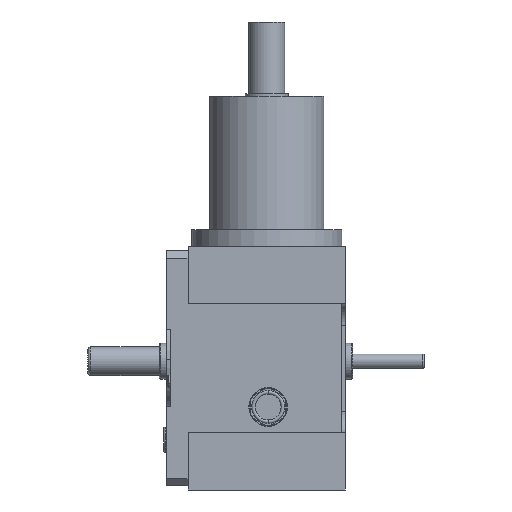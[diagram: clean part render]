
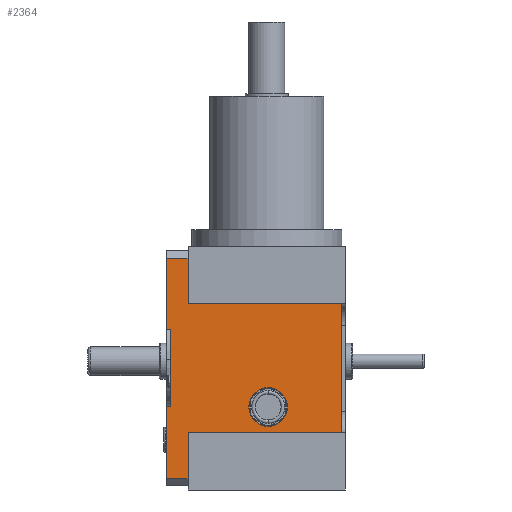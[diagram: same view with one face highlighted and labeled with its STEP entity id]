
A CAD part, front view. The second image highlights one B-rep face of the part: STEP entity #2364.
In plain terms, the highlighted planar face has unit normal (0, -1, 0).
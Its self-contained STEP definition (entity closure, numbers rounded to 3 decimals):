
#238 = DIRECTION ( 'NONE',  ( 0., 1., 0. ) ) ;
#1363 = CARTESIAN_POINT ( 'NONE',  ( -68.432, -100.566, 171.5 ) ) ;
#1444 = ORIENTED_EDGE ( 'NONE', *, *, #21619, .F. ) ;
#1586 = VERTEX_POINT ( 'NONE', #9883 ) ;
#2364 = ADVANCED_FACE ( 'NONE', ( #3640, #21870 ), #11742, .F. ) ;
#2650 = VECTOR ( 'NONE', #10757, 1000. ) ;
#2773 = EDGE_CURVE ( 'NONE', #1586, #19302, #23632, .T. ) ;
#3115 = CARTESIAN_POINT ( 'NONE',  ( -53.432, -100.566, 171.5 ) ) ;
#3424 = VECTOR ( 'NONE', #7192, 1000. ) ;
#3471 = CARTESIAN_POINT ( 'NONE',  ( 2.568, -100.566, 235. ) ) ;
#3493 = VERTEX_POINT ( 'NONE', #9579 ) ;
#3640 = FACE_BOUND ( 'NONE', #15155, .T. ) ;
#3869 = DIRECTION ( 'NONE',  ( 1., 0., 0. ) ) ;
#4083 = CARTESIAN_POINT ( 'NONE',  ( -68.432, -100.566, 275.5 ) ) ;
#4091 = DIRECTION ( 'NONE',  ( -1., 0., 0. ) ) ;
#4137 = LINE ( 'NONE', #19554, #7695 ) ;
#4206 = CARTESIAN_POINT ( 'NONE',  ( 2.568, -100.566, 221.5 ) ) ;
#4410 = DIRECTION ( 'NONE',  ( 1., 0., 0. ) ) ;
#4772 = EDGE_CURVE ( 'NONE', #17931, #19302, #4137, .T. ) ;
#4787 = LINE ( 'NONE', #5782, #11657 ) ;
#5235 = CARTESIAN_POINT ( 'NONE',  ( -53.432, -100.566, 183.5 ) ) ;
#5635 = DIRECTION ( 'NONE',  ( 1., 0., 0. ) ) ;
#5666 = EDGE_CURVE ( 'NONE', #9016, #15805, #14307, .T. ) ;
#5711 = DIRECTION ( 'NONE',  ( 0., 1., 0. ) ) ;
#5720 = CARTESIAN_POINT ( 'NONE',  ( -68.432, -100.566, 325.5 ) ) ;
#5782 = CARTESIAN_POINT ( 'NONE',  ( -65.432, -100.566, 275.5 ) ) ;
#6074 = ORIENTED_EDGE ( 'NONE', *, *, #9268, .T. ) ;
#6326 = CARTESIAN_POINT ( 'NONE',  ( -68.432, -100.566, 183.5 ) ) ;
#6501 = DIRECTION ( 'NONE',  ( 0., 0., 1. ) ) ;
#7039 = CARTESIAN_POINT ( 'NONE',  ( -53.432, -100.566, 171.5 ) ) ;
#7192 = DIRECTION ( 'NONE',  ( 0., 0., 1. ) ) ;
#7364 = EDGE_CURVE ( 'NONE', #15232, #9159, #7916, .T. ) ;
#7695 = VECTOR ( 'NONE', #11841, 1000. ) ;
#7760 = LINE ( 'NONE', #7039, #2650 ) ;
#7762 = LINE ( 'NONE', #22834, #19716 ) ;
#7869 = CARTESIAN_POINT ( 'NONE',  ( 53.568, -100.566, 293.5 ) ) ;
#7916 = LINE ( 'NONE', #15066, #3424 ) ;
#8412 = CARTESIAN_POINT ( 'NONE',  ( -65.432, -100.566, 275.5 ) ) ;
#8419 = VERTEX_POINT ( 'NONE', #1363 ) ;
#8470 = EDGE_CURVE ( 'NONE', #3493, #1586, #16297, .T. ) ;
#8486 = VERTEX_POINT ( 'NONE', #5720 ) ;
#8574 = ORIENTED_EDGE ( 'NONE', *, *, #19103, .T. ) ;
#8895 = LINE ( 'NONE', #6326, #22992 ) ;
#9016 = VERTEX_POINT ( 'NONE', #16718 ) ;
#9098 = EDGE_CURVE ( 'NONE', #8486, #11111, #7762, .T. ) ;
#9159 = VERTEX_POINT ( 'NONE', #8412 ) ;
#9268 = EDGE_CURVE ( 'NONE', #17931, #11111, #24196, .T. ) ;
#9489 = ORIENTED_EDGE ( 'NONE', *, *, #4772, .F. ) ;
#9501 = ORIENTED_EDGE ( 'NONE', *, *, #18257, .T. ) ;
#9508 = DIRECTION ( 'NONE',  ( 0., 0., 1. ) ) ;
#9579 = CARTESIAN_POINT ( 'NONE',  ( -53.432, -100.566, 203.5 ) ) ;
#9883 = CARTESIAN_POINT ( 'NONE',  ( 53.568, -100.566, 203.5 ) ) ;
#9929 = DIRECTION ( 'NONE',  ( 0., 0., 1. ) ) ;
#10757 = DIRECTION ( 'NONE',  ( 1., 0., 0. ) ) ;
#10929 = ORIENTED_EDGE ( 'NONE', *, *, #15432, .F. ) ;
#11111 = VERTEX_POINT ( 'NONE', #23162 ) ;
#11289 = DIRECTION ( 'NONE',  ( 0., 0., 1. ) ) ;
#11457 = ORIENTED_EDGE ( 'NONE', *, *, #8470, .T. ) ;
#11577 = CARTESIAN_POINT ( 'NONE',  ( -68.432, -100.566, 183.5 ) ) ;
#11657 = VECTOR ( 'NONE', #21095, 1000. ) ;
#11734 = ORIENTED_EDGE ( 'NONE', *, *, #5666, .T. ) ;
#11742 = PLANE ( 'NONE',  #15011 ) ;
#11816 = LINE ( 'NONE', #11577, #17247 ) ;
#11841 = DIRECTION ( 'NONE',  ( 1., 0., 0. ) ) ;
#11935 = VECTOR ( 'NONE', #4091, 1000. ) ;
#11982 = DIRECTION ( 'NONE',  ( 0., 0., 1. ) ) ;
#12369 = VECTOR ( 'NONE', #5635, 1000. ) ;
#13775 = ORIENTED_EDGE ( 'NONE', *, *, #9098, .F. ) ;
#13855 = CARTESIAN_POINT ( 'NONE',  ( -53.432, -100.566, 293.5 ) ) ;
#14307 = CIRCLE ( 'NONE', #21298, 13.5 ) ;
#14800 = AXIS2_PLACEMENT_3D ( 'NONE', #19250, #5711, #11289 ) ;
#15011 = AXIS2_PLACEMENT_3D ( 'NONE', #13855, #238, #4410 ) ;
#15066 = CARTESIAN_POINT ( 'NONE',  ( -65.432, -100.566, 287.5 ) ) ;
#15155 = EDGE_LOOP ( 'NONE', ( #11734, #17009 ) ) ;
#15232 = VERTEX_POINT ( 'NONE', #16406 ) ;
#15432 = EDGE_CURVE ( 'NONE', #9159, #22055, #4787, .T. ) ;
#15490 = ORIENTED_EDGE ( 'NONE', *, *, #7364, .F. ) ;
#15805 = VERTEX_POINT ( 'NONE', #3471 ) ;
#16031 = CARTESIAN_POINT ( 'NONE',  ( -53.432, -100.566, 183.5 ) ) ;
#16117 = CARTESIAN_POINT ( 'NONE',  ( -53.432, -100.566, 293.5 ) ) ;
#16297 = LINE ( 'NONE', #17091, #12369 ) ;
#16330 = CARTESIAN_POINT ( 'NONE',  ( 53.568, -100.566, 293.5 ) ) ;
#16406 = CARTESIAN_POINT ( 'NONE',  ( -65.432, -100.566, 221.5 ) ) ;
#16718 = CARTESIAN_POINT ( 'NONE',  ( 2.568, -100.566, 208. ) ) ;
#17009 = ORIENTED_EDGE ( 'NONE', *, *, #17285, .T. ) ;
#17091 = CARTESIAN_POINT ( 'NONE',  ( -53.432, -100.566, 203.5 ) ) ;
#17247 = VECTOR ( 'NONE', #9508, 1000. ) ;
#17285 = EDGE_CURVE ( 'NONE', #15805, #9016, #22792, .T. ) ;
#17358 = CARTESIAN_POINT ( 'NONE',  ( -53.432, -100.566, 221.5 ) ) ;
#17372 = VERTEX_POINT ( 'NONE', #19335 ) ;
#17931 = VERTEX_POINT ( 'NONE', #16117 ) ;
#18257 = EDGE_CURVE ( 'NONE', #15232, #17372, #23621, .T. ) ;
#18386 = EDGE_LOOP ( 'NONE', ( #20950, #10929, #15490, #9501, #1444, #8574, #19476, #11457, #21776, #9489, #6074, #13775 ) ) ;
#19103 = EDGE_CURVE ( 'NONE', #8419, #20409, #7760, .T. ) ;
#19124 = VECTOR ( 'NONE', #6501, 1000. ) ;
#19250 = CARTESIAN_POINT ( 'NONE',  ( 2.568, -100.566, 221.5 ) ) ;
#19302 = VERTEX_POINT ( 'NONE', #7869 ) ;
#19335 = CARTESIAN_POINT ( 'NONE',  ( -68.432, -100.566, 221.5 ) ) ;
#19476 = ORIENTED_EDGE ( 'NONE', *, *, #19541, .T. ) ;
#19541 = EDGE_CURVE ( 'NONE', #20409, #3493, #21781, .T. ) ;
#19554 = CARTESIAN_POINT ( 'NONE',  ( -53.432, -100.566, 293.5 ) ) ;
#19666 = EDGE_CURVE ( 'NONE', #22055, #8486, #8895, .T. ) ;
#19716 = VECTOR ( 'NONE', #3869, 1000. ) ;
#19751 = VECTOR ( 'NONE', #22115, 1000. ) ;
#20409 = VERTEX_POINT ( 'NONE', #3115 ) ;
#20950 = ORIENTED_EDGE ( 'NONE', *, *, #19666, .F. ) ;
#21095 = DIRECTION ( 'NONE',  ( -1., 0., 0. ) ) ;
#21298 = AXIS2_PLACEMENT_3D ( 'NONE', #4206, #21415, #9929 ) ;
#21415 = DIRECTION ( 'NONE',  ( 0., 1., 0. ) ) ;
#21619 = EDGE_CURVE ( 'NONE', #8419, #17372, #11816, .T. ) ;
#21776 = ORIENTED_EDGE ( 'NONE', *, *, #2773, .T. ) ;
#21781 = LINE ( 'NONE', #5235, #22102 ) ;
#21870 = FACE_OUTER_BOUND ( 'NONE', #18386, .T. ) ;
#22055 = VERTEX_POINT ( 'NONE', #4083 ) ;
#22102 = VECTOR ( 'NONE', #22476, 1000. ) ;
#22115 = DIRECTION ( 'NONE',  ( 0., 0., 1. ) ) ;
#22476 = DIRECTION ( 'NONE',  ( 0., 0., 1. ) ) ;
#22792 = CIRCLE ( 'NONE', #14800, 13.5 ) ;
#22834 = CARTESIAN_POINT ( 'NONE',  ( -53.432, -100.566, 325.5 ) ) ;
#22992 = VECTOR ( 'NONE', #11982, 1000. ) ;
#23162 = CARTESIAN_POINT ( 'NONE',  ( -53.432, -100.566, 325.5 ) ) ;
#23621 = LINE ( 'NONE', #17358, #11935 ) ;
#23632 = LINE ( 'NONE', #16330, #19751 ) ;
#24196 = LINE ( 'NONE', #16031, #19124 ) ;
